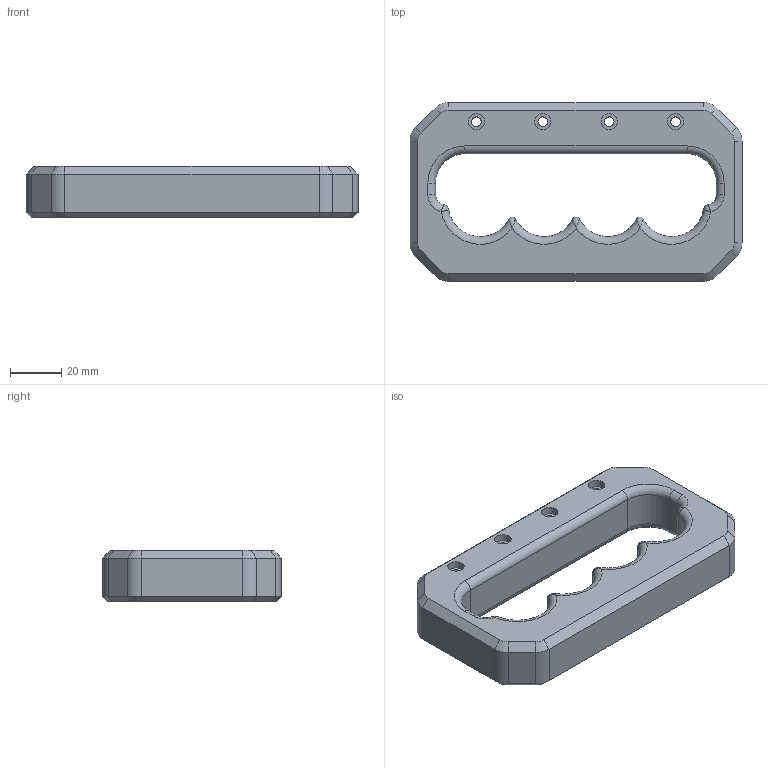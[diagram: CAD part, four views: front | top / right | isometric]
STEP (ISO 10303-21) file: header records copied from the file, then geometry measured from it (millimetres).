
FILE_DESCRIPTION(/* description */ (''),/* implementation_level */ '2;1');
FILE_NAME(/* name */ 'beefy handle.step',/* time_stamp */ '2022-05-12T15:43:07-07:00',/* author */ (''),/* organization */ (''),/* preprocessor_version */ 'ST-DEVELOPER v18.1',/* originating_system */ 'Autodesk Translation Framework v10.14.0.1471',/* authorisation */ '');
FILE_SCHEMA (('AUTOMOTIVE_DESIGN { 1 0 10303 214 3 1 1 }'));
Length unit declared in the file: millimetre
Products named in the file (1): handle_2
Bounding box: 130 x 70 x 20 mm (x, y, z)
Volume: 108676.4 mm3; surface area: 23811 mm2
Topology: 1 solids, 1 shells, 511 faces, 1355 edges, 872 vertices
Faces by surface type: plane 300, bspline 144, cylinder 35, cone 16, torus 16
Full cylindrical faces by diameter (mm): 3.8 x4, 6.4 x4
Entity records: 17554 total; most frequent: CARTESIAN_POINT 5809, ORIENTED_EDGE 2690, DIRECTION 1895, EDGE_CURVE 1345, LINE 955, VECTOR 955, VERTEX_POINT 872, EDGE_LOOP 557
